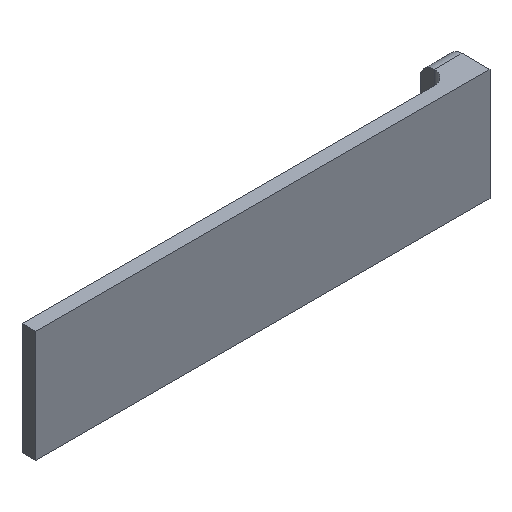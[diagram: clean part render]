
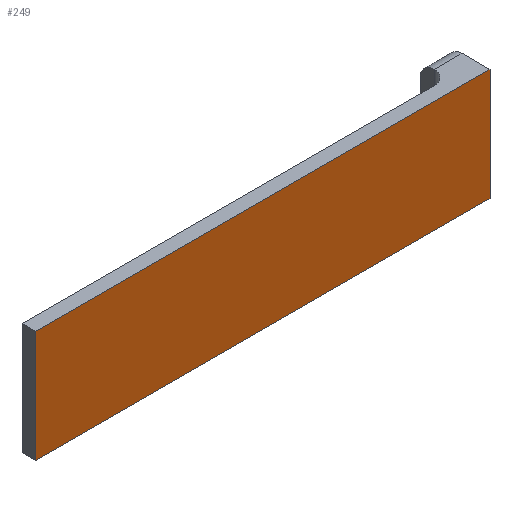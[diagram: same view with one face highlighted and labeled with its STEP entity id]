
A CAD part, isometric view. The second image highlights one B-rep face of the part: STEP entity #249.
In plain terms, the highlighted planar face has unit normal (0, -1, 0).
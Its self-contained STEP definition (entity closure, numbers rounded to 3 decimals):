
#26=PLANE('',#287);
#40=FACE_OUTER_BOUND('',#56,.T.);
#56=EDGE_LOOP('',(#227,#228,#229,#230));
#69=LINE('',#426,#91);
#73=LINE('',#436,#95);
#76=LINE('',#441,#98);
#77=LINE('',#443,#99);
#91=VECTOR('',#336,10.);
#95=VECTOR('',#346,10.);
#98=VECTOR('',#351,10.);
#99=VECTOR('',#354,10.);
#126=VERTEX_POINT('',#423);
#127=VERTEX_POINT('',#425);
#129=VERTEX_POINT('',#433);
#130=VERTEX_POINT('',#435);
#154=EDGE_CURVE('',#126,#127,#69,.T.);
#159=EDGE_CURVE('',#129,#130,#73,.T.);
#162=EDGE_CURVE('',#127,#129,#76,.T.);
#163=EDGE_CURVE('',#130,#126,#77,.T.);
#227=ORIENTED_EDGE('',*,*,#163,.F.);
#228=ORIENTED_EDGE('',*,*,#159,.F.);
#229=ORIENTED_EDGE('',*,*,#162,.F.);
#230=ORIENTED_EDGE('',*,*,#154,.F.);
#249=ADVANCED_FACE('',(#40),#26,.F.);
#287=AXIS2_PLACEMENT_3D('',#446,#358,#359);
#336=DIRECTION('',(1.,0.,0.));
#346=DIRECTION('',(-1.,0.,0.));
#351=DIRECTION('',(0.,0.,-1.));
#354=DIRECTION('',(0.,0.,1.));
#358=DIRECTION('center_axis',(0.,1.,0.));
#359=DIRECTION('ref_axis',(1.,0.,0.));
#423=CARTESIAN_POINT('',(0.,0.,0.));
#425=CARTESIAN_POINT('',(162.5,0.,0.));
#426=CARTESIAN_POINT('',(0.,0.,0.));
#433=CARTESIAN_POINT('',(162.5,0.,-40.));
#435=CARTESIAN_POINT('',(0.,0.,-40.));
#436=CARTESIAN_POINT('',(162.5,0.,-40.));
#441=CARTESIAN_POINT('',(162.5,0.,0.));
#443=CARTESIAN_POINT('',(0.,0.,-40.));
#446=CARTESIAN_POINT('Origin',(81.25,0.,-20.));
